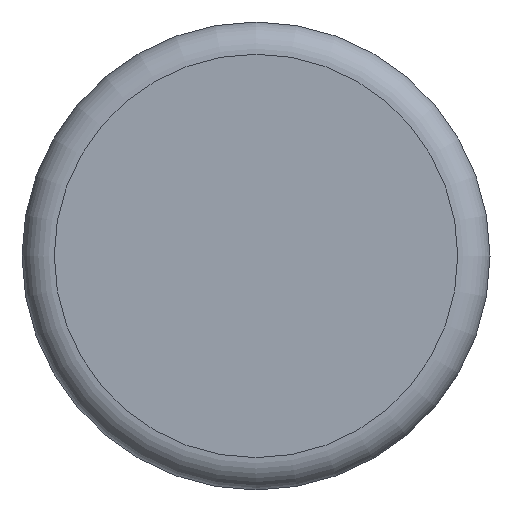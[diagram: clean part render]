
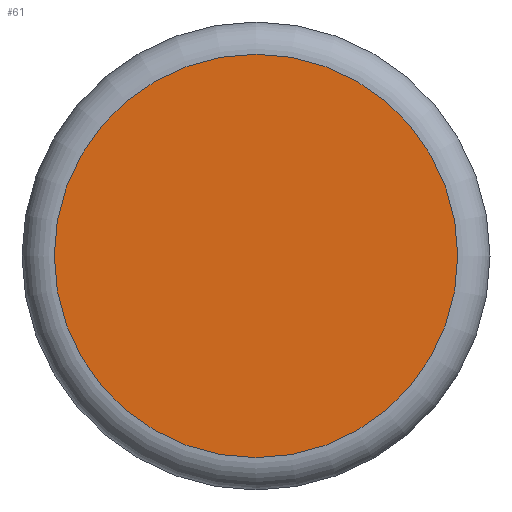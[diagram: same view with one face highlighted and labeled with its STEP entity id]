
A CAD part, top view. The second image highlights one B-rep face of the part: STEP entity #61.
In plain terms, the highlighted planar face has unit normal (0, 0, 1).
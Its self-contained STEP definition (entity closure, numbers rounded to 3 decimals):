
#61 = ADVANCED_FACE( '', ( #129 ), #130, .F. );
#129 = FACE_OUTER_BOUND( '', #201, .T. );
#130 = PLANE( '', #202 );
#201 = EDGE_LOOP( '', ( #287 ) );
#202 = AXIS2_PLACEMENT_3D( '', #288, #289, #290 );
#287 = ORIENTED_EDGE( '', *, *, #331, .T. );
#288 = CARTESIAN_POINT( '', ( 14.5, 0., 57.5 ) );
#289 = DIRECTION( '', ( 0., 0., -1. ) );
#290 = DIRECTION( '', ( -1., 0., 0. ) );
#331 = EDGE_CURVE( '', #365, #365, #366, .F. );
#365 = VERTEX_POINT( '', #412 );
#366 = CIRCLE( '', #413, 12.496 );
#412 = CARTESIAN_POINT( '', ( -12.496, 0., 57.5 ) );
#413 = AXIS2_PLACEMENT_3D( '', #459, #460, #461 );
#459 = CARTESIAN_POINT( '', ( 0., 0., 57.5 ) );
#460 = DIRECTION( '', ( 0., 0., -1. ) );
#461 = DIRECTION( '', ( -1., 0., 0. ) );
